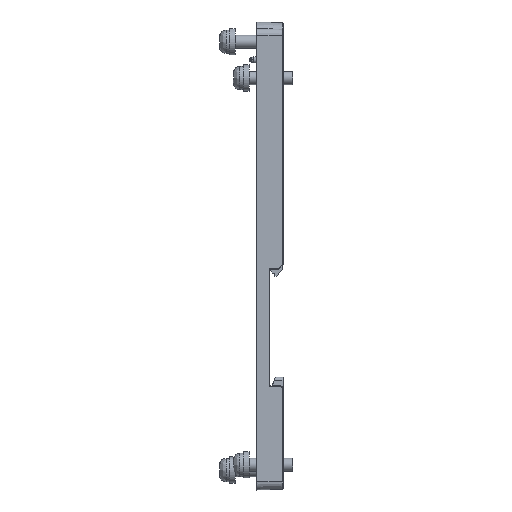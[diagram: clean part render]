
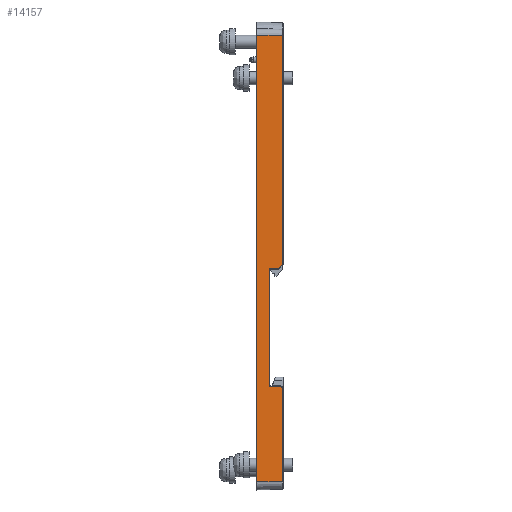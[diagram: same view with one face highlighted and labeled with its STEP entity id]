
A CAD part, left-side view. The second image highlights one B-rep face of the part: STEP entity #14157.
In plain terms, the highlighted planar face has unit normal (-1, -0.026, 0).
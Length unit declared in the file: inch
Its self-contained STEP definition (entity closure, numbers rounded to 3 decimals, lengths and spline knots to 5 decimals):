
#613 = LINE ( 'NONE', #117809, #98292 ) ;
#2537 = DIRECTION ( 'NONE',  ( 0.026, -1., 0.009 ) ) ;
#2768 = VECTOR ( 'NONE', #83494, 39.37008 ) ;
#4526 = CARTESIAN_POINT ( 'NONE',  ( -1.40928, -0.30729, -4.38686 ) ) ;
#5761 = DIRECTION ( 'NONE',  ( 0.026, -1., 0. ) ) ;
#5932 = CARTESIAN_POINT ( 'NONE',  ( -1.4134, -0.14981, -2.94495 ) ) ;
#7637 = CARTESIAN_POINT ( 'NONE',  ( -1.41333, -0.15244, -4.35429 ) ) ;
#8432 = CARTESIAN_POINT ( 'NONE',  ( -1.41326, -0.15507, -4.35431 ) ) ;
#8720 = LINE ( 'NONE', #120658, #2768 ) ;
#9600 = ORIENTED_EDGE ( 'NONE', *, *, #113911, .F. ) ;
#11746 = CARTESIAN_POINT ( 'NONE',  ( -1.40928, -0.3073, -4.38274 ) ) ;
#12677 = CARTESIAN_POINT ( 'NONE',  ( -1.40928, -0.30729, -2.89044 ) ) ;
#14157 = ADVANCED_FACE ( 'NONE', ( #108425 ), #27896, .T. ) ;
#16055 = EDGE_CURVE ( 'NONE', #107958, #39428, #108248, .T. ) ;
#18177 = DIRECTION ( 'NONE',  ( 0.026, -1., 0. ) ) ;
#18858 = CARTESIAN_POINT ( 'NONE',  ( -1.41732, 0., -0.15748 ) ) ;
#20633 = VERTEX_POINT ( 'NONE', #39995 ) ;
#21754 = LINE ( 'NONE', #50593, #107656 ) ;
#22755 = CARTESIAN_POINT ( 'NONE',  ( -1.4134, -0.14981, -2.94495 ) ) ;
#24452 = VERTEX_POINT ( 'NONE', #5932 ) ;
#25578 = EDGE_CURVE ( 'NONE', #114977, #39428, #117168, .T. ) ;
#27191 = CARTESIAN_POINT ( 'NONE',  ( -1.41009, -0.27607, -4.35536 ) ) ;
#27896 = PLANE ( 'NONE',  #116664 ) ;
#27954 = EDGE_LOOP ( 'NONE', ( #9600, #29238, #48788, #46878, #99639, #72299, #77740, #114053, #48814, #88218 ) ) ;
#29238 = ORIENTED_EDGE ( 'NONE', *, *, #57642, .T. ) ;
#30014 = VECTOR ( 'NONE', #52120, 39.37008 ) ;
#30737 = EDGE_CURVE ( 'NONE', #20633, #114977, #52405, .T. ) ;
#31278 = CARTESIAN_POINT ( 'NONE',  ( -1.40944, -0.30108, -4.36764 ) ) ;
#32273 = DIRECTION ( 'NONE',  ( 0., 0., -1. ) ) ;
#38471 = DIRECTION ( 'NONE',  ( 0.019, -0.707, 0.707 ) ) ;
#38569 = CARTESIAN_POINT ( 'NONE',  ( -1.40928, -0.30729, -4.38686 ) ) ;
#39428 = VERTEX_POINT ( 'NONE', #57047 ) ;
#39815 = VECTOR ( 'NONE', #2537, 39.37008 ) ;
#39995 = CARTESIAN_POINT ( 'NONE',  ( -1.40928, -0.30729, -5.49213 ) ) ;
#40559 = CARTESIAN_POINT ( 'NONE',  ( -1.41009, -0.27607, -4.35536 ) ) ;
#46878 = ORIENTED_EDGE ( 'NONE', *, *, #112366, .T. ) ;
#48788 = ORIENTED_EDGE ( 'NONE', *, *, #73596, .T. ) ;
#48814 = ORIENTED_EDGE ( 'NONE', *, *, #25578, .T. ) ;
#49667 = VERTEX_POINT ( 'NONE', #74786 ) ;
#50593 = CARTESIAN_POINT ( 'NONE',  ( -1.41732, 0., 0.07537 ) ) ;
#52120 = DIRECTION ( 'NONE',  ( 0., 0., -1. ) ) ;
#52405 = LINE ( 'NONE', #90526, #65593 ) ;
#54220 = DIRECTION ( 'NONE',  ( 0., 0., 1. ) ) ;
#54439 = CARTESIAN_POINT ( 'NONE',  ( -1.41286, -0.1706, -4.35444 ) ) ;
#55503 = VERTEX_POINT ( 'NONE', #18858 ) ;
#56166 = LINE ( 'NONE', #107906, #30014 ) ;
#57047 = CARTESIAN_POINT ( 'NONE',  ( -1.41009, -0.27607, -4.35536 ) ) ;
#57642 = EDGE_CURVE ( 'NONE', #24452, #58599, #77765, .T. ) ;
#58599 = VERTEX_POINT ( 'NONE', #67815 ) ;
#59376 = CARTESIAN_POINT ( 'NONE',  ( -1.40988, -0.28425, -4.35623 ) ) ;
#64671 = CARTESIAN_POINT ( 'NONE',  ( -1.41316, -0.15902, -4.35434 ) ) ;
#65593 = VECTOR ( 'NONE', #54220, 39.37008 ) ;
#66485 = EDGE_CURVE ( 'NONE', #49667, #20633, #613, .T. ) ;
#67815 = CARTESIAN_POINT ( 'NONE',  ( -1.41068, -0.25369, -2.94404 ) ) ;
#68174 = VERTEX_POINT ( 'NONE', #12677 ) ;
#69894 = LINE ( 'NONE', #94350, #75717 ) ;
#72299 = ORIENTED_EDGE ( 'NONE', *, *, #96605, .T. ) ;
#73556 = CARTESIAN_POINT ( 'NONE',  ( -1.40928, -0.30729, -0.15748 ) ) ;
#73596 = EDGE_CURVE ( 'NONE', #58599, #68174, #69894, .T. ) ;
#74051 = CARTESIAN_POINT ( 'NONE',  ( -1.41236, -0.18935, -4.35461 ) ) ;
#74451 = CARTESIAN_POINT ( 'NONE',  ( -1.41313, -0.16029, -4.35435 ) ) ;
#74786 = CARTESIAN_POINT ( 'NONE',  ( -1.41732, 0., -5.49213 ) ) ;
#75166 = DIRECTION ( 'NONE',  ( -1., -0.026, 0. ) ) ;
#75717 = VECTOR ( 'NONE', #38471, 39.37008 ) ;
#77312 = CARTESIAN_POINT ( 'NONE',  ( -1.40998, -0.28025, -4.3554 ) ) ;
#77740 = ORIENTED_EDGE ( 'NONE', *, *, #66485, .T. ) ;
#77765 = LINE ( 'NONE', #22755, #39815 ) ;
#78098 = CARTESIAN_POINT ( 'NONE',  ( -1.40968, -0.29187, -4.35948 ) ) ;
#78931 = LINE ( 'NONE', #97960, #84902 ) ;
#82578 = CARTESIAN_POINT ( 'NONE',  ( -1.41305, -0.16325, -4.35438 ) ) ;
#83494 = DIRECTION ( 'NONE',  ( 0., 0., 1. ) ) ;
#83757 = CARTESIAN_POINT ( 'NONE',  ( -1.4134, -0.14981, -4.35426 ) ) ;
#84902 = VECTOR ( 'NONE', #98345, 39.37008 ) ;
#88218 = ORIENTED_EDGE ( 'NONE', *, *, #16055, .F. ) ;
#90526 = CARTESIAN_POINT ( 'NONE',  ( -1.40928, -0.30729, 0.07537 ) ) ;
#93089 = CARTESIAN_POINT ( 'NONE',  ( -1.41732, 0., 0.07537 ) ) ;
#94350 = CARTESIAN_POINT ( 'NONE',  ( -1.41068, -0.25369, -2.94404 ) ) ;
#95515 = EDGE_CURVE ( 'NONE', #101796, #55503, #78931, .T. ) ;
#96605 = EDGE_CURVE ( 'NONE', #55503, #49667, #21754, .T. ) ;
#97265 = CARTESIAN_POINT ( 'NONE',  ( -1.40938, -0.30336, -4.37108 ) ) ;
#97960 = CARTESIAN_POINT ( 'NONE',  ( -1.41732, 0., -0.15748 ) ) ;
#98292 = VECTOR ( 'NONE', #5761, 39.37008 ) ;
#98345 = DIRECTION ( 'NONE',  ( -0.026, 1., 0. ) ) ;
#99639 = ORIENTED_EDGE ( 'NONE', *, *, #95515, .T. ) ;
#101796 = VERTEX_POINT ( 'NONE', #73556 ) ;
#102087 = CARTESIAN_POINT ( 'NONE',  ( -1.41136, -0.22786, -4.35494 ) ) ;
#105826 = CARTESIAN_POINT ( 'NONE',  ( -1.4134, -0.14981, -4.35426 ) ) ;
#106546 = CARTESIAN_POINT ( 'NONE',  ( -1.40959, -0.29533, -4.3618 ) ) ;
#107656 = VECTOR ( 'NONE', #32273, 39.37008 ) ;
#107906 = CARTESIAN_POINT ( 'NONE',  ( -1.4134, -0.14981, -12.89534 ) ) ;
#107958 = VERTEX_POINT ( 'NONE', #105826 ) ;
#108248 = B_SPLINE_CURVE_WITH_KNOTS ( 'NONE', 3,
 ( #83757, #7637, #8432, #64671, #74451, #82578, #54439, #74051, #102087, #110664, #27191 ),
 .UNSPECIFIED., .F., .F.,
 ( 4, 2, 2, 1, 1, 1, 4 ),
 ( 0., 0.0625, 0.09375, 0.125, 0.25, 0.5, 1. ),
 .UNSPECIFIED. ) ;
#108425 = FACE_OUTER_BOUND ( 'NONE', #27954, .T. ) ;
#110664 = CARTESIAN_POINT ( 'NONE',  ( -1.41058, -0.25765, -4.3552 ) ) ;
#112366 = EDGE_CURVE ( 'NONE', #68174, #101796, #8720, .T. ) ;
#113911 = EDGE_CURVE ( 'NONE', #24452, #107958, #56166, .T. ) ;
#114053 = ORIENTED_EDGE ( 'NONE', *, *, #30737, .T. ) ;
#114785 = CARTESIAN_POINT ( 'NONE',  ( -1.4093, -0.30652, -4.37879 ) ) ;
#114977 = VERTEX_POINT ( 'NONE', #4526 ) ;
#116664 = AXIS2_PLACEMENT_3D ( 'NONE', #93089, #75166, #18177 ) ;
#117168 = B_SPLINE_CURVE_WITH_KNOTS ( 'NONE', 3,
 ( #38569, #11746, #114785, #97265, #31278, #106546, #78098, #59376, #77312, #40559 ),
 .UNSPECIFIED., .F., .F.,
 ( 4, 2, 2, 2, 4 ),
 ( 0., 0.25, 0.5, 0.75, 1. ),
 .UNSPECIFIED. ) ;
#117809 = CARTESIAN_POINT ( 'NONE',  ( -1.41732, 0., -5.49213 ) ) ;
#120658 = CARTESIAN_POINT ( 'NONE',  ( -1.40928, -0.30729, 0.07537 ) ) ;
